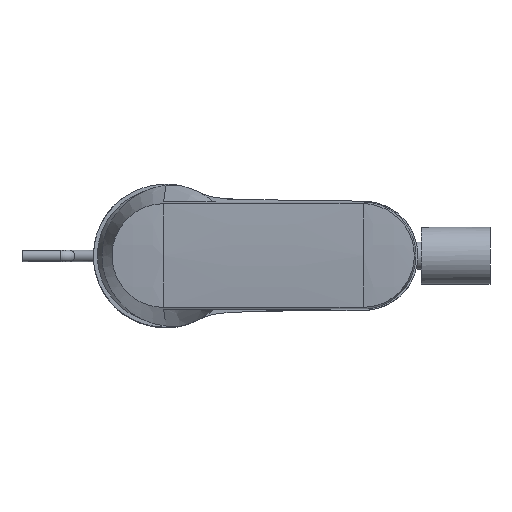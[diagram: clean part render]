
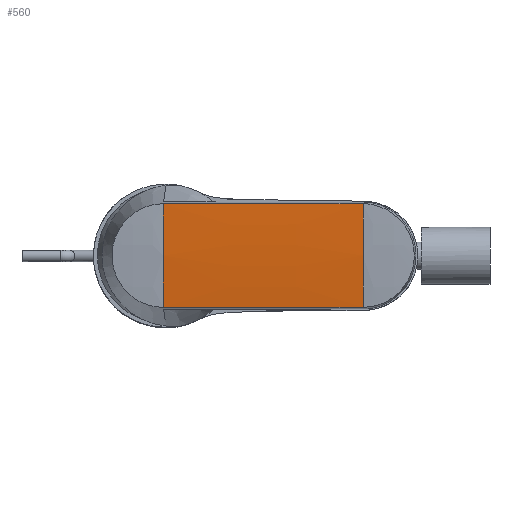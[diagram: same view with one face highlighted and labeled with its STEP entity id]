
A CAD part, top view. The second image highlights one B-rep face of the part: STEP entity #560.
In plain terms, the highlighted free-form (B-spline) face has degree [5, 3] with [6, 4] control points.
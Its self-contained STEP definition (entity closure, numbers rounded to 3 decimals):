
#66=B_SPLINE_SURFACE_WITH_KNOTS('',5,3,((#1533,#1534,#1535,#1536),(#1537,
#1538,#1539,#1540),(#1541,#1542,#1543,#1544),(#1545,#1546,#1547,#1548),
(#1549,#1550,#1551,#1552),(#1553,#1554,#1555,#1556)),.UNSPECIFIED.,.F.,
 .F.,.F.,(6,6),(4,4),(0.,1.),(0.,1.),.PIECEWISE_BEZIER_KNOTS.);
#137=ORIENTED_EDGE('',*,*,#275,.F.);
#138=ORIENTED_EDGE('',*,*,#267,.T.);
#139=ORIENTED_EDGE('',*,*,#270,.T.);
#140=ORIENTED_EDGE('',*,*,#273,.F.);
#267=EDGE_CURVE('',#344,#339,#407,.T.);
#270=EDGE_CURVE('',#339,#340,#410,.T.);
#273=EDGE_CURVE('',#347,#340,#413,.T.);
#275=EDGE_CURVE('',#344,#347,#415,.T.);
#339=VERTEX_POINT('',#1154);
#340=VERTEX_POINT('',#1159);
#344=VERTEX_POINT('',#1421);
#347=VERTEX_POINT('',#1500);
#407=B_SPLINE_CURVE_WITH_KNOTS('',3,(#1417,#1418,#1419,#1420),
 .UNSPECIFIED.,.F.,.F.,(4,4),(0.,1.),.UNSPECIFIED.);
#410=B_SPLINE_CURVE_WITH_KNOTS('',3,(#1469,#1470,#1471,#1472),
 .UNSPECIFIED.,.F.,.F.,(4,4),(0.,1.),.UNSPECIFIED.);
#413=B_SPLINE_CURVE_WITH_KNOTS('',3,(#1501,#1502,#1503,#1504),
 .UNSPECIFIED.,.F.,.F.,(4,4),(0.,1.),.UNSPECIFIED.);
#415=B_SPLINE_CURVE_WITH_KNOTS('',3,(#1557,#1558,#1559,#1560),
 .UNSPECIFIED.,.F.,.F.,(4,4),(-1.,0.),.UNSPECIFIED.);
#467=EDGE_LOOP('',(#137,#138,#139,#140));
#510=FACE_BOUND('',#467,.T.);
#560=ADVANCED_FACE('',(#510),#66,.F.);
#1154=CARTESIAN_POINT('',(-0.612,18.081,121.853));
#1159=CARTESIAN_POINT('',(-0.612,-18.101,121.853));
#1417=CARTESIAN_POINT('',(69.22,18.082,132.29));
#1418=CARTESIAN_POINT('',(45.942,18.082,128.811));
#1419=CARTESIAN_POINT('',(22.665,18.081,125.332));
#1420=CARTESIAN_POINT('',(-0.612,18.081,121.853));
#1421=CARTESIAN_POINT('',(69.22,18.082,132.29));
#1469=CARTESIAN_POINT('',(-0.612,18.081,121.853));
#1470=CARTESIAN_POINT('',(-0.632,6.032,122.52));
#1471=CARTESIAN_POINT('',(-0.632,-6.052,122.52));
#1472=CARTESIAN_POINT('',(-0.612,-18.101,121.853));
#1500=CARTESIAN_POINT('',(69.22,-18.099,132.29));
#1501=CARTESIAN_POINT('',(69.22,-18.099,132.29));
#1502=CARTESIAN_POINT('',(45.942,-18.1,128.811));
#1503=CARTESIAN_POINT('',(22.665,-18.101,125.332));
#1504=CARTESIAN_POINT('',(-0.612,-18.101,121.853));
#1533=CARTESIAN_POINT('',(-0.612,-18.101,121.853));
#1534=CARTESIAN_POINT('',(22.665,-18.101,125.332));
#1535=CARTESIAN_POINT('',(45.942,-18.1,128.811));
#1536=CARTESIAN_POINT('',(69.22,-18.099,132.29));
#1537=CARTESIAN_POINT('',(-0.624,-10.864,122.253));
#1538=CARTESIAN_POINT('',(22.657,-10.864,125.732));
#1539=CARTESIAN_POINT('',(45.938,-10.864,129.211));
#1540=CARTESIAN_POINT('',(69.219,-10.863,132.69));
#1541=CARTESIAN_POINT('',(-0.63,-3.641,122.453));
#1542=CARTESIAN_POINT('',(22.653,-3.641,125.932));
#1543=CARTESIAN_POINT('',(45.936,-3.64,129.411));
#1544=CARTESIAN_POINT('',(69.219,-3.64,132.889));
#1545=CARTESIAN_POINT('',(-0.63,3.621,122.453));
#1546=CARTESIAN_POINT('',(22.653,3.621,125.932));
#1547=CARTESIAN_POINT('',(45.936,3.622,129.411));
#1548=CARTESIAN_POINT('',(69.219,3.622,132.889));
#1549=CARTESIAN_POINT('',(-0.624,10.844,122.253));
#1550=CARTESIAN_POINT('',(22.657,10.845,125.732));
#1551=CARTESIAN_POINT('',(45.938,10.845,129.211));
#1552=CARTESIAN_POINT('',(69.219,10.846,132.69));
#1553=CARTESIAN_POINT('',(-0.612,18.081,121.853));
#1554=CARTESIAN_POINT('',(22.665,18.081,125.332));
#1555=CARTESIAN_POINT('',(45.942,18.082,128.811));
#1556=CARTESIAN_POINT('',(69.22,18.082,132.29));
#1557=CARTESIAN_POINT('',(69.22,18.082,132.29));
#1558=CARTESIAN_POINT('',(69.218,6.022,132.957));
#1559=CARTESIAN_POINT('',(69.218,-6.039,132.957));
#1560=CARTESIAN_POINT('',(69.22,-18.099,132.29));
